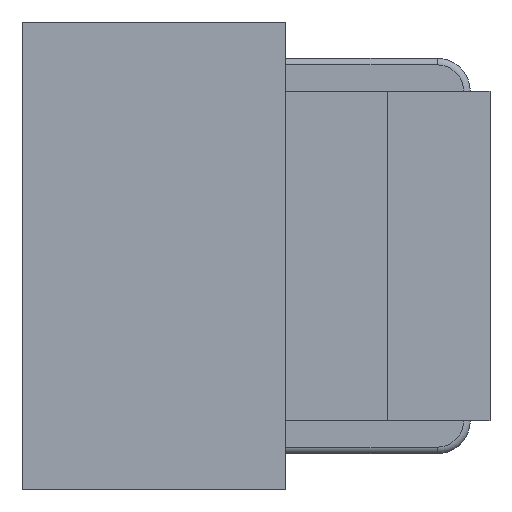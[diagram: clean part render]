
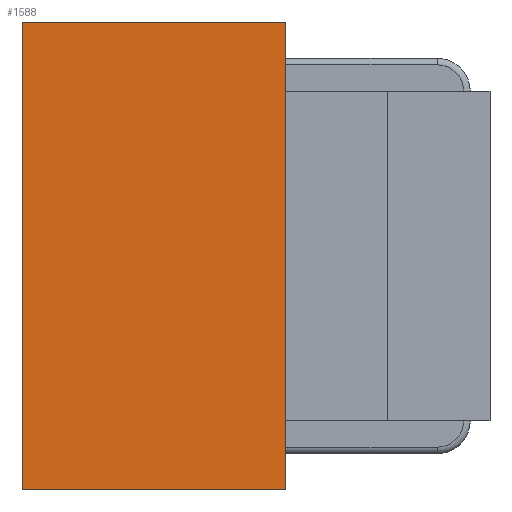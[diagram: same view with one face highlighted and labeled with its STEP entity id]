
A CAD part, left-side view. The second image highlights one B-rep face of the part: STEP entity #1588.
In plain terms, the highlighted planar face has unit normal (-1, 0, 0).
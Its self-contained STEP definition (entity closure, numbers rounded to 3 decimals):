
#23 = VECTOR ( 'NONE', #512, 1000. ) ;
#54 = CARTESIAN_POINT ( 'NONE',  ( -0.579, 0.705, -0.355 ) ) ;
#71 = DIRECTION ( 'NONE',  ( 0., 0., -1. ) ) ;
#152 = CARTESIAN_POINT ( 'NONE',  ( -0.579, 0.305, 0.355 ) ) ;
#239 = EDGE_CURVE ( 'NONE', #1130, #1075, #292, .T. ) ;
#248 = CARTESIAN_POINT ( 'NONE',  ( -0.579, 0.305, -0.355 ) ) ;
#253 = PLANE ( 'NONE',  #257 ) ;
#257 = AXIS2_PLACEMENT_3D ( 'NONE', #445, #576, #1576 ) ;
#292 = LINE ( 'NONE', #919, #426 ) ;
#380 = FACE_OUTER_BOUND ( 'NONE', #736, .T. ) ;
#405 = CARTESIAN_POINT ( 'NONE',  ( -0.579, 0.705, 0.355 ) ) ;
#426 = VECTOR ( 'NONE', #810, 1000. ) ;
#442 = ORIENTED_EDGE ( 'NONE', *, *, #1548, .T. ) ;
#445 = CARTESIAN_POINT ( 'NONE',  ( -0.579, 0.305, -0.355 ) ) ;
#512 = DIRECTION ( 'NONE',  ( 0., 1., 0. ) ) ;
#576 = DIRECTION ( 'NONE',  ( 1., 0., 0. ) ) ;
#637 = CARTESIAN_POINT ( 'NONE',  ( -0.579, 0.305, 0.355 ) ) ;
#641 = VECTOR ( 'NONE', #1011, 1000. ) ;
#655 = LINE ( 'NONE', #152, #23 ) ;
#736 = EDGE_LOOP ( 'NONE', ( #1374, #821, #1125, #442 ) ) ;
#810 = DIRECTION ( 'NONE',  ( 0., 0., -1. ) ) ;
#821 = ORIENTED_EDGE ( 'NONE', *, *, #1355, .F. ) ;
#828 = LINE ( 'NONE', #1204, #1463 ) ;
#919 = CARTESIAN_POINT ( 'NONE',  ( -0.579, 0.705, -0.355 ) ) ;
#1011 = DIRECTION ( 'NONE',  ( 0., 1., 0. ) ) ;
#1075 = VERTEX_POINT ( 'NONE', #54 ) ;
#1125 = ORIENTED_EDGE ( 'NONE', *, *, #1254, .F. ) ;
#1130 = VERTEX_POINT ( 'NONE', #405 ) ;
#1204 = CARTESIAN_POINT ( 'NONE',  ( -0.579, 0.305, -0.355 ) ) ;
#1254 = EDGE_CURVE ( 'NONE', #1528, #1491, #828, .T. ) ;
#1355 = EDGE_CURVE ( 'NONE', #1491, #1075, #1387, .T. ) ;
#1374 = ORIENTED_EDGE ( 'NONE', *, *, #239, .T. ) ;
#1387 = LINE ( 'NONE', #248, #641 ) ;
#1463 = VECTOR ( 'NONE', #71, 1000. ) ;
#1491 = VERTEX_POINT ( 'NONE', #1534 ) ;
#1528 = VERTEX_POINT ( 'NONE', #637 ) ;
#1534 = CARTESIAN_POINT ( 'NONE',  ( -0.579, 0.305, -0.355 ) ) ;
#1548 = EDGE_CURVE ( 'NONE', #1528, #1130, #655, .T. ) ;
#1576 = DIRECTION ( 'NONE',  ( 0., 1., 0. ) ) ;
#1588 = ADVANCED_FACE ( 'NONE', ( #380 ), #253, .F. ) ;
